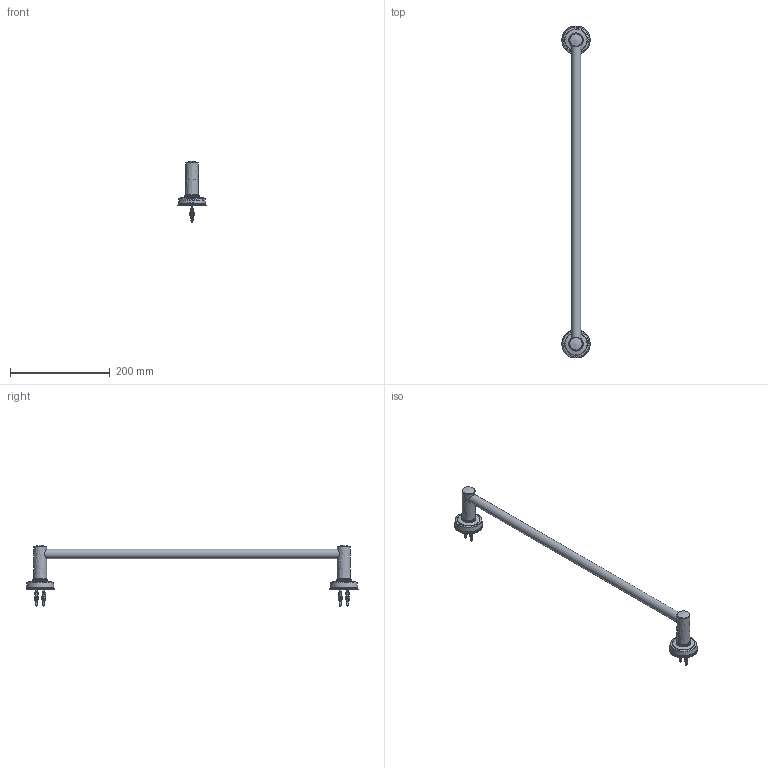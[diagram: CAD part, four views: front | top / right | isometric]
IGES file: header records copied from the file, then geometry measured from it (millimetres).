
Global section: file name: N1455-A; native system: Autodesk Inventor 2020; preprocessor: unknown; author: camerond; date: 20200520.134557; units: millimetre
Bounding box: 56.42 x 666.02 x 122.9 mm (x, y, z)
Volume: 132133.7 mm3; surface area: 131737.7 mm2
Topology: 21 solids, 21 shells, 11914 faces, 26676 edges, 14790 vertices
Faces by surface type: bspline 11914
